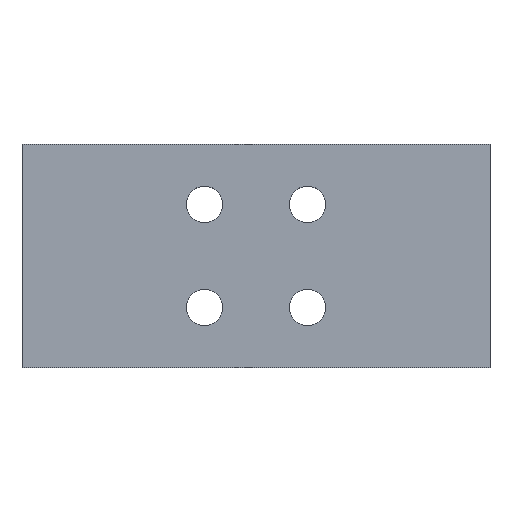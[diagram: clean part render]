
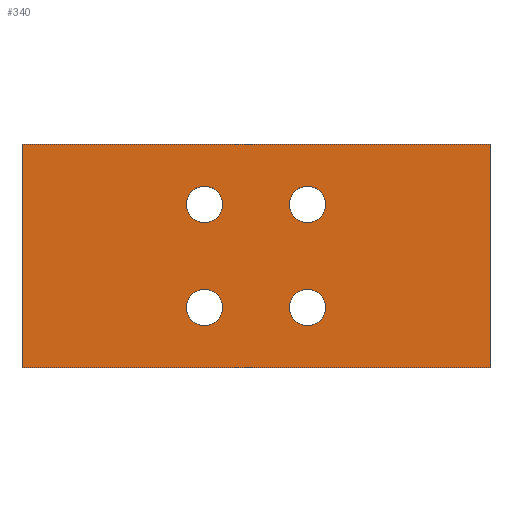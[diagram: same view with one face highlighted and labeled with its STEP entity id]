
A CAD part, top view. The second image highlights one B-rep face of the part: STEP entity #340.
In plain terms, the highlighted planar face has unit normal (0, 0, 1).
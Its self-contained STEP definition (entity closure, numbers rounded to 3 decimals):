
#73=DIRECTION('',(0.,-1.,0.));
#74=VECTOR('',#73,52.);
#75=CARTESIAN_POINT('',(-54.5,26.,7.));
#76=LINE('',#75,#74);
#77=DIRECTION('',(-1.,0.,0.));
#78=VECTOR('',#77,109.);
#79=CARTESIAN_POINT('',(54.5,26.,7.));
#80=LINE('',#79,#78);
#81=DIRECTION('',(0.,1.,0.));
#82=VECTOR('',#81,52.);
#83=CARTESIAN_POINT('',(54.5,-26.,7.));
#84=LINE('',#83,#82);
#85=DIRECTION('',(1.,0.,0.));
#86=VECTOR('',#85,109.);
#87=CARTESIAN_POINT('',(-54.5,-26.,7.));
#88=LINE('',#87,#86);
#89=CARTESIAN_POINT('',(12.,12.,7.));
#90=DIRECTION('',(0.,0.,1.));
#91=DIRECTION('',(0.,-1.,0.));
#92=AXIS2_PLACEMENT_3D('',#89,#90,#91);
#94=CARTESIAN_POINT('',(12.,12.,7.));
#95=DIRECTION('',(0.,0.,1.));
#96=DIRECTION('',(0.,1.,0.));
#97=AXIS2_PLACEMENT_3D('',#94,#95,#96);
#99=CARTESIAN_POINT('',(12.,-12.,7.));
#100=DIRECTION('',(0.,0.,1.));
#101=DIRECTION('',(0.,-1.,0.));
#102=AXIS2_PLACEMENT_3D('',#99,#100,#101);
#104=CARTESIAN_POINT('',(12.,-12.,7.));
#105=DIRECTION('',(0.,0.,1.));
#106=DIRECTION('',(0.,1.,0.));
#107=AXIS2_PLACEMENT_3D('',#104,#105,#106);
#109=CARTESIAN_POINT('',(-12.,-12.,7.));
#110=DIRECTION('',(0.,0.,1.));
#111=DIRECTION('',(0.,-1.,0.));
#112=AXIS2_PLACEMENT_3D('',#109,#110,#111);
#114=CARTESIAN_POINT('',(-12.,-12.,7.));
#115=DIRECTION('',(0.,0.,1.));
#116=DIRECTION('',(0.,1.,0.));
#117=AXIS2_PLACEMENT_3D('',#114,#115,#116);
#119=CARTESIAN_POINT('',(-12.,12.,7.));
#120=DIRECTION('',(0.,0.,1.));
#121=DIRECTION('',(0.,-1.,0.));
#122=AXIS2_PLACEMENT_3D('',#119,#120,#121);
#124=CARTESIAN_POINT('',(-12.,12.,7.));
#125=DIRECTION('',(0.,0.,1.));
#126=DIRECTION('',(0.,1.,0.));
#127=AXIS2_PLACEMENT_3D('',#124,#125,#126);
#169=CARTESIAN_POINT('',(-54.5,26.,7.));
#170=CARTESIAN_POINT('',(-54.5,-26.,7.));
#171=VERTEX_POINT('',#169);
#172=VERTEX_POINT('',#170);
#173=CARTESIAN_POINT('',(54.5,-26.,7.));
#174=VERTEX_POINT('',#173);
#175=CARTESIAN_POINT('',(54.5,26.,7.));
#176=VERTEX_POINT('',#175);
#193=CARTESIAN_POINT('',(12.,7.75,7.));
#194=CARTESIAN_POINT('',(12.,16.25,7.));
#195=VERTEX_POINT('',#193);
#196=VERTEX_POINT('',#194);
#197=CARTESIAN_POINT('',(12.,-16.25,7.));
#198=CARTESIAN_POINT('',(12.,-7.75,7.));
#199=VERTEX_POINT('',#197);
#200=VERTEX_POINT('',#198);
#201=CARTESIAN_POINT('',(-12.,-16.25,7.));
#202=CARTESIAN_POINT('',(-12.,-7.75,7.));
#203=VERTEX_POINT('',#201);
#204=VERTEX_POINT('',#202);
#205=CARTESIAN_POINT('',(-12.,7.75,7.));
#206=CARTESIAN_POINT('',(-12.,16.25,7.));
#207=VERTEX_POINT('',#205);
#208=VERTEX_POINT('',#206);
#305=CARTESIAN_POINT('',(0.,0.,7.));
#306=DIRECTION('',(0.,0.,1.));
#307=DIRECTION('',(1.,0.,0.));
#308=AXIS2_PLACEMENT_3D('',#305,#306,#307);
#309=PLANE('',#308);
#310=ORIENTED_EDGE('',*,*,#257,.F.);
#311=ORIENTED_EDGE('',*,*,#272,.F.);
#312=ORIENTED_EDGE('',*,*,#286,.F.);
#313=ORIENTED_EDGE('',*,*,#299,.F.);
#314=EDGE_LOOP('',(#310,#311,#312,#313));
#315=FACE_OUTER_BOUND('',#314,.F.);
#317=ORIENTED_EDGE('',*,*,#316,.T.);
#319=ORIENTED_EDGE('',*,*,#318,.T.);
#320=EDGE_LOOP('',(#317,#319));
#321=FACE_BOUND('',#320,.F.);
#323=ORIENTED_EDGE('',*,*,#322,.T.);
#325=ORIENTED_EDGE('',*,*,#324,.T.);
#326=EDGE_LOOP('',(#323,#325));
#327=FACE_BOUND('',#326,.F.);
#329=ORIENTED_EDGE('',*,*,#328,.T.);
#331=ORIENTED_EDGE('',*,*,#330,.T.);
#332=EDGE_LOOP('',(#329,#331));
#333=FACE_BOUND('',#332,.F.);
#335=ORIENTED_EDGE('',*,*,#334,.T.);
#337=ORIENTED_EDGE('',*,*,#336,.T.);
#338=EDGE_LOOP('',(#335,#337));
#339=FACE_BOUND('',#338,.F.);
#340=ADVANCED_FACE('',(#315,#321,#327,#333,#339),#309,.T.);
#93=CIRCLE('',#92,4.25);
#98=CIRCLE('',#97,4.25);
#103=CIRCLE('',#102,4.25);
#108=CIRCLE('',#107,4.25);
#113=CIRCLE('',#112,4.25);
#118=CIRCLE('',#117,4.25);
#123=CIRCLE('',#122,4.25);
#128=CIRCLE('',#127,4.25);
#257=EDGE_CURVE('',#171,#172,#76,.T.);
#272=EDGE_CURVE('',#176,#171,#80,.T.);
#286=EDGE_CURVE('',#174,#176,#84,.T.);
#299=EDGE_CURVE('',#172,#174,#88,.T.);
#316=EDGE_CURVE('',#195,#196,#93,.T.);
#318=EDGE_CURVE('',#196,#195,#98,.T.);
#322=EDGE_CURVE('',#199,#200,#103,.T.);
#324=EDGE_CURVE('',#200,#199,#108,.T.);
#328=EDGE_CURVE('',#203,#204,#113,.T.);
#330=EDGE_CURVE('',#204,#203,#118,.T.);
#334=EDGE_CURVE('',#207,#208,#123,.T.);
#336=EDGE_CURVE('',#208,#207,#128,.T.);
